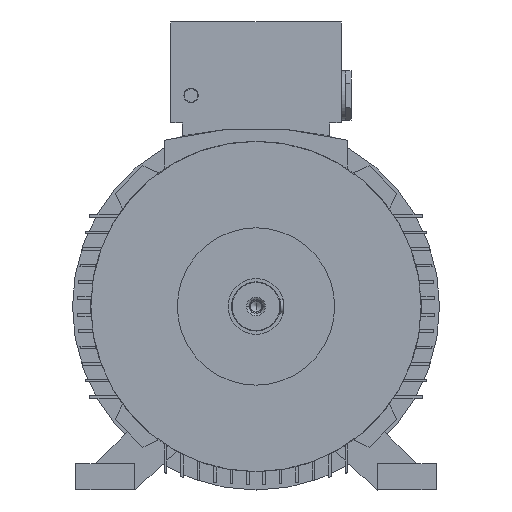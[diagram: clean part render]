
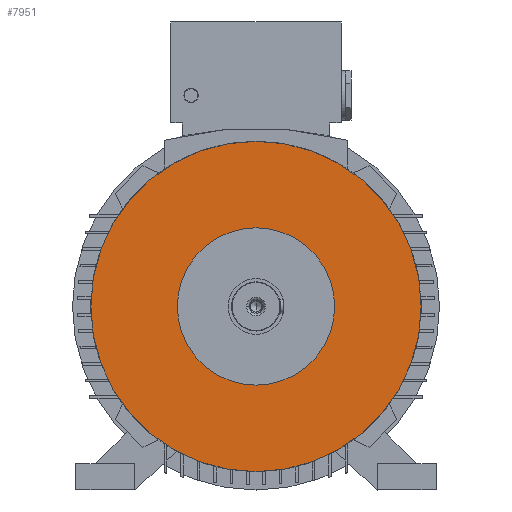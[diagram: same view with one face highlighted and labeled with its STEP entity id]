
A CAD part, front view. The second image highlights one B-rep face of the part: STEP entity #7951.
In plain terms, the highlighted planar face has unit normal (0, -1, 0).
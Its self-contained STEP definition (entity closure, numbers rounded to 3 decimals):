
#518 = CARTESIAN_POINT ( 'NONE',  ( 0., 44.833, 0. ) ) ;
#528 = DIRECTION ( 'NONE',  ( 0., 1., 0. ) ) ;
#529 = DIRECTION ( 'NONE',  ( 0., 0., 1. ) ) ;
#960 = CARTESIAN_POINT ( 'NONE',  ( 0., 44.833, 0. ) ) ;
#974 = DIRECTION ( 'NONE',  ( 0., 1., 0. ) ) ;
#975 = DIRECTION ( 'NONE',  ( 0., 0., 1. ) ) ;
#1289 = CIRCLE ( 'NONE', #7478, 252. ) ;
#1663 = CIRCLE ( 'NONE', #7515, 252. ) ;
#1942 = FACE_OUTER_BOUND ( 'NONE', #5493, .T. ) ;
#1950 = FACE_BOUND ( 'NONE', #5496, .T. ) ;
#2938 = CARTESIAN_POINT ( 'NONE',  ( 186., 44.833, 0. ) ) ;
#2939 = PLANE ( 'NONE',  #7685 ) ;
#2941 = DIRECTION ( 'NONE',  ( 0., -1., 0. ) ) ;
#2942 = DIRECTION ( 'NONE',  ( 0., 0., -1. ) ) ;
#3735 = VERTEX_POINT ( 'NONE', #4317 ) ;
#3819 = VERTEX_POINT ( 'NONE', #4401 ) ;
#3841 = VERTEX_POINT ( 'NONE', #4423 ) ;
#3866 = VERTEX_POINT ( 'NONE', #4448 ) ;
#4317 = CARTESIAN_POINT ( 'NONE',  ( 0., 44.833, 252. ) ) ;
#4401 = CARTESIAN_POINT ( 'NONE',  ( 0., 44.833, -120. ) ) ;
#4423 = CARTESIAN_POINT ( 'NONE',  ( 0., 44.833, 120. ) ) ;
#4448 = CARTESIAN_POINT ( 'NONE',  ( 0., 44.833, -252. ) ) ;
#4686 = EDGE_CURVE ( 'NONE', #3841, #3819, #8951, .T. ) ;
#4997 = EDGE_CURVE ( 'NONE', #3819, #3841, #10676, .T. ) ;
#5213 = CARTESIAN_POINT ( 'NONE',  ( 0., 44.833, 0. ) ) ;
#5214 = DIRECTION ( 'NONE',  ( 0., 1., 0. ) ) ;
#5216 = DIRECTION ( 'NONE',  ( 0., 0., 1. ) ) ;
#5493 = EDGE_LOOP ( 'NONE', ( #8182, #8183 ) ) ;
#5496 = EDGE_LOOP ( 'NONE', ( #8184, #8185 ) ) ;
#6870 = EDGE_CURVE ( 'NONE', #3866, #3735, #1289, .T. ) ;
#7075 = EDGE_CURVE ( 'NONE', #3735, #3866, #1663, .T. ) ;
#7189 = AXIS2_PLACEMENT_3D ( 'NONE', #5213, #5214, #5216 ) ;
#7287 = AXIS2_PLACEMENT_3D ( 'NONE', #9977, #9981, #9982 ) ;
#7478 = AXIS2_PLACEMENT_3D ( 'NONE', #518, #528, #529 ) ;
#7515 = AXIS2_PLACEMENT_3D ( 'NONE', #960, #974, #975 ) ;
#7685 = AXIS2_PLACEMENT_3D ( 'NONE', #2938, #2941, #2942 ) ;
#7951 = ADVANCED_FACE ( 'NONE', ( #1942, #1950 ), #2939, .T. ) ;
#8182 = ORIENTED_EDGE ( 'NONE', *, *, #7075, .F. ) ;
#8183 = ORIENTED_EDGE ( 'NONE', *, *, #6870, .F. ) ;
#8184 = ORIENTED_EDGE ( 'NONE', *, *, #4686, .T. ) ;
#8185 = ORIENTED_EDGE ( 'NONE', *, *, #4997, .T. ) ;
#8951 = CIRCLE ( 'NONE', #7189, 120. ) ;
#9977 = CARTESIAN_POINT ( 'NONE',  ( 0., 44.833, 0. ) ) ;
#9981 = DIRECTION ( 'NONE',  ( 0., 1., 0. ) ) ;
#9982 = DIRECTION ( 'NONE',  ( 0., 0., 1. ) ) ;
#10676 = CIRCLE ( 'NONE', #7287, 120. ) ;
